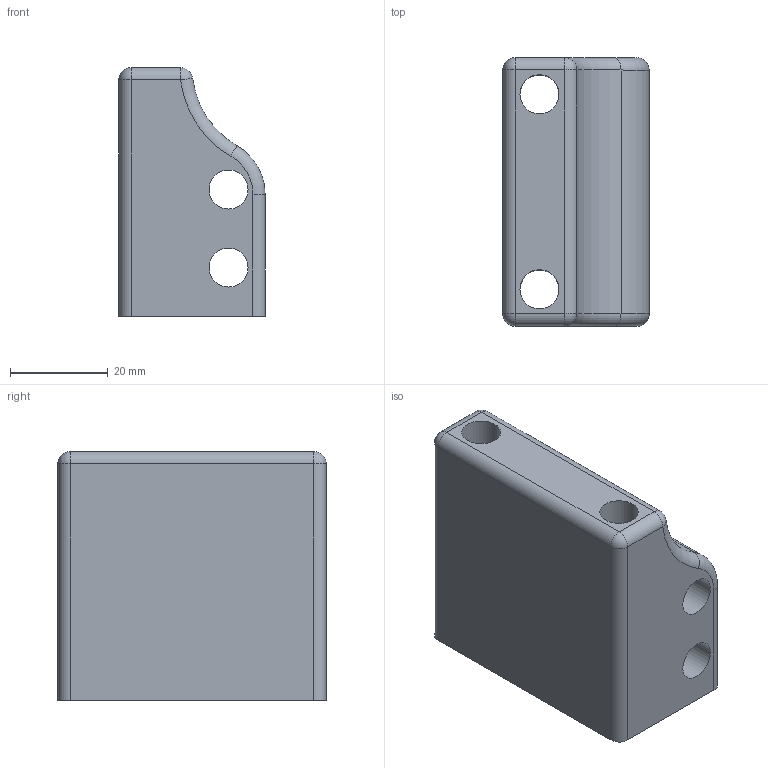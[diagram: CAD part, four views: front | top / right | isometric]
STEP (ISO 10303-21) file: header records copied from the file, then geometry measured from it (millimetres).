
FILE_DESCRIPTION(('FreeCAD Model'),'2;1');
FILE_NAME('ProjRailSupportUpper.step','2015-04-15T15:27:09',('Author'),(''), 'Open CASCADE STEP processor 6.8','FreeCAD','Unknown');
FILE_SCHEMA(('AUTOMOTIVE_DESIGN_CC2 { 1 2 10303 214 -1 1 5 4 }'));
Length unit declared in the file: millimetre
Products named in the file (1): ProjRailSupport
Bounding box: 30 x 55 x 51 mm (x, y, z)
Volume: 61280.5 mm3; surface area: 15560.5 mm2
Topology: 1 solids, 1 shells, 28 faces, 66 edges, 36 vertices
Faces by surface type: cylinder 14, plane 6, torus 4, sphere 4
Full cylindrical faces by diameter (mm): 8 x4
Entity records: 1623 total; most frequent: CARTESIAN_POINT 335, DIRECTION 246, ORIENTED_EDGE 124, PCURVE 124, DEFINITIONAL_REPRESENTATION 124, LINE 110, VECTOR 110, AXIS2_PLACEMENT_3D 65
